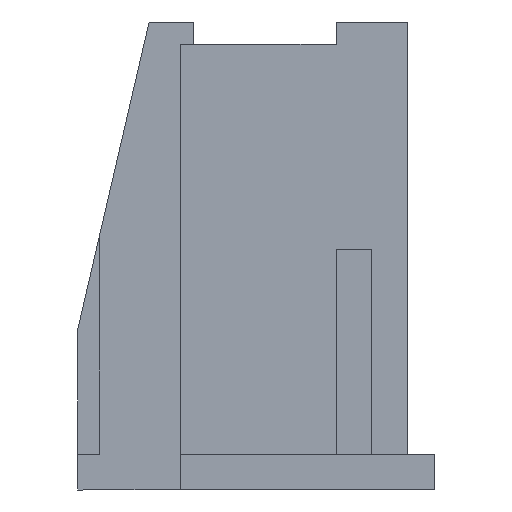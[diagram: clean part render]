
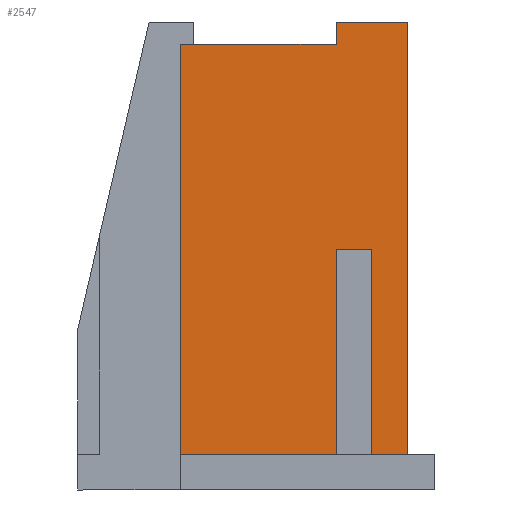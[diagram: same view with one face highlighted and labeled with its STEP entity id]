
A CAD part, left-side view. The second image highlights one B-rep face of the part: STEP entity #2547.
In plain terms, the highlighted planar face has unit normal (-1, 0, 0).
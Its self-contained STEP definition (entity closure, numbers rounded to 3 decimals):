
#1354 = VERTEX_POINT ( 'NONE', #4150 ) ;
#1861 = VERTEX_POINT ( 'NONE', #4264 ) ;
#1863 = EDGE_CURVE ( 'NONE', #1864, #1861, #4263, .T. ) ;
#1864 = VERTEX_POINT ( 'NONE', #4259 ) ;
#1883 = EDGE_CURVE ( 'NONE', #1884, #1354, #4159, .T. ) ;
#1884 = VERTEX_POINT ( 'NONE', #4155 ) ;
#2269 = EDGE_CURVE ( 'NONE', #1884, #2270, #5295, .T. ) ;
#2270 = VERTEX_POINT ( 'NONE', #5291 ) ;
#2547 = ADVANCED_FACE ( 'NONE', ( #5967 ), #5952, .F. ) ;
#2548 = EDGE_LOOP ( 'NONE', ( #2549, #2553, #2555, #2556, #2559, #2562, #2564, #2565, #2566, #2567 ) ) ;
#2549 = ORIENTED_EDGE ( 'NONE', *, *, #2550, .T. ) ;
#2550 = EDGE_CURVE ( 'NONE', #2551, #2552, #5947, .T. ) ;
#2551 = VERTEX_POINT ( 'NONE', #5943 ) ;
#2552 = VERTEX_POINT ( 'NONE', #5942 ) ;
#2553 = ORIENTED_EDGE ( 'NONE', *, *, #2554, .T. ) ;
#2554 = EDGE_CURVE ( 'NONE', #2552, #1864, #5941, .T. ) ;
#2555 = ORIENTED_EDGE ( 'NONE', *, *, #1863, .T. ) ;
#2556 = ORIENTED_EDGE ( 'NONE', *, *, #2557, .T. ) ;
#2557 = EDGE_CURVE ( 'NONE', #1861, #2558, #5933, .T. ) ;
#2558 = VERTEX_POINT ( 'NONE', #5929 ) ;
#2559 = ORIENTED_EDGE ( 'NONE', *, *, #2560, .F. ) ;
#2560 = EDGE_CURVE ( 'NONE', #2561, #2558, #5928, .T. ) ;
#2561 = VERTEX_POINT ( 'NONE', #5924 ) ;
#2562 = ORIENTED_EDGE ( 'NONE', *, *, #2563, .T. ) ;
#2563 = EDGE_CURVE ( 'NONE', #2561, #2660, #5923, .T. ) ;
#2564 = ORIENTED_EDGE ( 'NONE', *, *, #2659, .T. ) ;
#2565 = ORIENTED_EDGE ( 'NONE', *, *, #2269, .F. ) ;
#2566 = ORIENTED_EDGE ( 'NONE', *, *, #1883, .T. ) ;
#2567 = ORIENTED_EDGE ( 'NONE', *, *, #2568, .T. ) ;
#2568 = EDGE_CURVE ( 'NONE', #1354, #2551, #5918, .T. ) ;
#2659 = EDGE_CURVE ( 'NONE', #2660, #2270, #6083, .T. ) ;
#2660 = VERTEX_POINT ( 'NONE', #6079 ) ;
#4150 = CARTESIAN_POINT ( 'NONE',  ( -33.2, 1.6, -9.7 ) ) ;
#4155 = CARTESIAN_POINT ( 'NONE',  ( -33.2, 5.1, -9.7 ) ) ;
#4156 = DIRECTION ( 'NONE',  ( 0., -1., 0. ) ) ;
#4157 = VECTOR ( 'NONE', #4156, 1000. ) ;
#4158 = CARTESIAN_POINT ( 'NONE',  ( -33.2, 5.1, -9.7 ) ) ;
#4159 = LINE ( 'NONE', #4158, #4157 ) ;
#4259 = CARTESIAN_POINT ( 'NONE',  ( -33.2, 0.8, -9.7 ) ) ;
#4260 = DIRECTION ( 'NONE',  ( 0., -1., 0. ) ) ;
#4261 = VECTOR ( 'NONE', #4260, 1000. ) ;
#4262 = CARTESIAN_POINT ( 'NONE',  ( -33.2, 5.1, -9.7 ) ) ;
#4263 = LINE ( 'NONE', #4262, #4261 ) ;
#4264 = CARTESIAN_POINT ( 'NONE',  ( -33.2, 0., -9.7 ) ) ;
#5291 = CARTESIAN_POINT ( 'NONE',  ( -33.2, 5.1, -0.5 ) ) ;
#5292 = DIRECTION ( 'NONE',  ( 0., 0., 1. ) ) ;
#5293 = VECTOR ( 'NONE', #5292, 1000. ) ;
#5294 = CARTESIAN_POINT ( 'NONE',  ( -33.2, 5.1, 0. ) ) ;
#5295 = LINE ( 'NONE', #5294, #5293 ) ;
#5915 = DIRECTION ( 'NONE',  ( 0., 0., 1. ) ) ;
#5916 = VECTOR ( 'NONE', #5915, 1000. ) ;
#5917 = CARTESIAN_POINT ( 'NONE',  ( -33.2, 1.6, -9.7 ) ) ;
#5918 = LINE ( 'NONE', #5917, #5916 ) ;
#5920 = DIRECTION ( 'NONE',  ( 0., 0., -1. ) ) ;
#5921 = VECTOR ( 'NONE', #5920, 1000. ) ;
#5922 = CARTESIAN_POINT ( 'NONE',  ( -33.2, 1.6, 0. ) ) ;
#5923 = LINE ( 'NONE', #5922, #5921 ) ;
#5924 = CARTESIAN_POINT ( 'NONE',  ( -33.2, 1.6, 0. ) ) ;
#5925 = DIRECTION ( 'NONE',  ( 0., -1., 0. ) ) ;
#5926 = VECTOR ( 'NONE', #5925, 1000. ) ;
#5927 = CARTESIAN_POINT ( 'NONE',  ( -33.2, 5.1, 0. ) ) ;
#5928 = LINE ( 'NONE', #5927, #5926 ) ;
#5929 = CARTESIAN_POINT ( 'NONE',  ( -33.2, 0., 0. ) ) ;
#5930 = DIRECTION ( 'NONE',  ( 0., 0., 1. ) ) ;
#5931 = VECTOR ( 'NONE', #5930, 1000. ) ;
#5932 = CARTESIAN_POINT ( 'NONE',  ( -33.2, 0., 0. ) ) ;
#5933 = LINE ( 'NONE', #5932, #5931 ) ;
#5934 = DIRECTION ( 'NONE',  ( 0., 0., -1. ) ) ;
#5939 = VECTOR ( 'NONE', #5934, 1000. ) ;
#5940 = CARTESIAN_POINT ( 'NONE',  ( -33.2, 0.8, -5.1 ) ) ;
#5941 = LINE ( 'NONE', #5940, #5939 ) ;
#5942 = CARTESIAN_POINT ( 'NONE',  ( -33.2, 0.8, -5.1 ) ) ;
#5943 = CARTESIAN_POINT ( 'NONE',  ( -33.2, 1.6, -5.1 ) ) ;
#5944 = DIRECTION ( 'NONE',  ( 0., -1., 0. ) ) ;
#5945 = VECTOR ( 'NONE', #5944, 1000. ) ;
#5946 = CARTESIAN_POINT ( 'NONE',  ( -33.2, 1.6, -5.1 ) ) ;
#5947 = LINE ( 'NONE', #5946, #5945 ) ;
#5948 = DIRECTION ( 'NONE',  ( 0., 0., -1. ) ) ;
#5949 = DIRECTION ( 'NONE',  ( 1., 0., 0. ) ) ;
#5950 = CARTESIAN_POINT ( 'NONE',  ( -33.2, 5.1, 0. ) ) ;
#5951 = AXIS2_PLACEMENT_3D ( 'NONE', #5950, #5949, #5948 ) ;
#5952 = PLANE ( 'NONE',  #5951 ) ;
#5967 = FACE_OUTER_BOUND ( 'NONE', #2548, .T. ) ;
#6079 = CARTESIAN_POINT ( 'NONE',  ( -33.2, 1.6, -0.5 ) ) ;
#6080 = DIRECTION ( 'NONE',  ( 0., 1., 0. ) ) ;
#6081 = VECTOR ( 'NONE', #6080, 1000. ) ;
#6082 = CARTESIAN_POINT ( 'NONE',  ( -33.2, 5.1, -0.5 ) ) ;
#6083 = LINE ( 'NONE', #6082, #6081 ) ;
